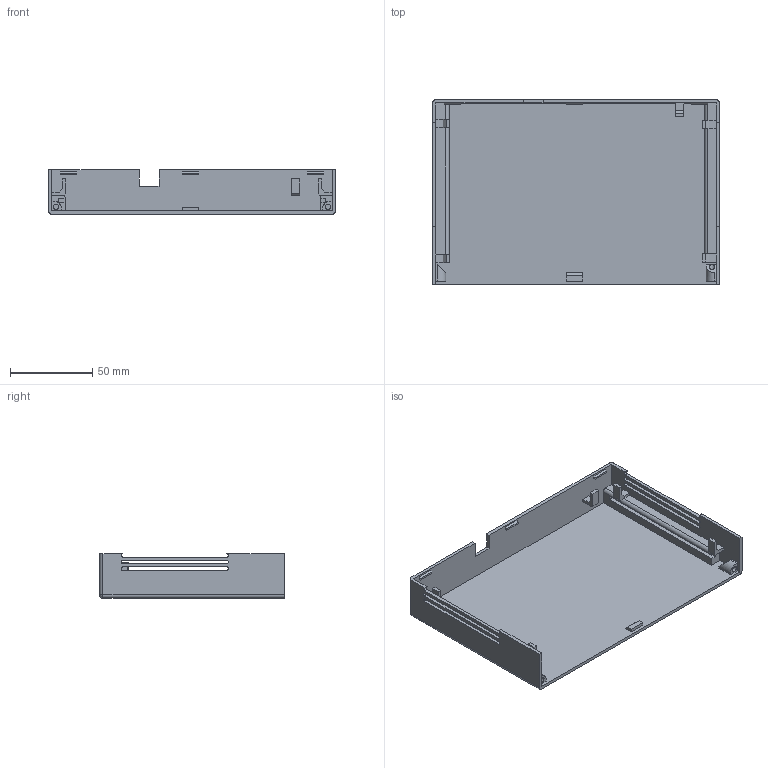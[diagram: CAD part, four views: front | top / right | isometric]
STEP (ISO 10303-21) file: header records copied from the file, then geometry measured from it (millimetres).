
FILE_DESCRIPTION(('FreeCAD Model'),'2;1');
FILE_NAME('Unterteil.step','2019-04-13T16:49:07',('Author'),(''), 'Open CASCADE STEP processor 7.3','FreeCAD','Unknown');
FILE_SCHEMA(('AUTOMOTIVE_DESIGN { 1 0 10303 214 1 1 1 1 }'));
Length unit declared in the file: millimetre
Products named in the file (1): Unterschale-mit-Kabelführung
Bounding box: 174 x 112 x 27 mm (x, y, z)
Volume: 70058.2 mm3; surface area: 61163.8 mm2
Topology: 1 solids, 1 shells, 170 faces, 487 edges, 322 vertices
Faces by surface type: plane 133, cylinder 35, sphere 2
Full cylindrical faces by diameter (mm): 3.3 x2
Entity records: 12952 total; most frequent: CARTESIAN_POINT 2394, DIRECTION 1613, LINE 1049, VECTOR 1049, ORIENTED_EDGE 974, PCURVE 974, DEFINITIONAL_REPRESENTATION 974, EDGE_CURVE 487
